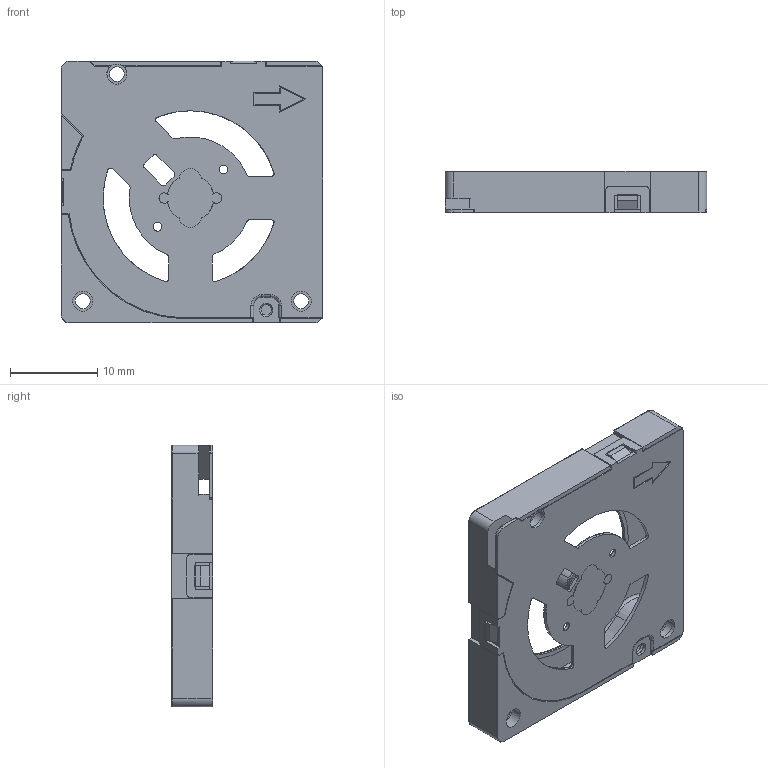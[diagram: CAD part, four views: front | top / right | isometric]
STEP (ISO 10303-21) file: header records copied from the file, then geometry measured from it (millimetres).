
FILE_DESCRIPTION((''),'2;1');
FILE_NAME('B3545-3D_ASM','2018-06-11T',('JEWEI.LI'),(''),'CREO PARAMETRIC BY PTC INC, 2015080','CREO PARAMETRIC BY PTC INC, 2015080','');
FILE_SCHEMA(('CONFIG_CONTROL_DESIGN'));
Length unit declared in the file: millimetre
Products named in the file (6): 3045-FRAME_1; 3003-PILLOW-1P_1; DX999_FRAME2_3_1; ASM0091_ASM_1_ASM_ASM; 3504-NEW_ASM_ASM; B3545-3D_ASM
Assembly tree (5 placements, depth 4):
  B3545-3D_ASM
    3504-NEW_ASM_ASM
      ASM0091_ASM_1_ASM_ASM
        3045-FRAME_1
        3003-PILLOW-1P_1
        DX999_FRAME2_3_1
Bounding box: 30 x 4.75 x 30 mm (x, y, z)
Volume: 1250.7 mm3; surface area: 3712.4 mm2
Topology: 3 solids, 3 shells, 376 faces, 1199 edges, 835 vertices
Faces by surface type: cylinder 184, plane 150, torus 26, cone 12, bspline 4
Entity records: 14214 total; most frequent: CARTESIAN_POINT 3080, ORIENTED_EDGE 2398, DIRECTION 2322, EDGE_CURVE 1199, AXIS2_PLACEMENT_3D 849, VERTEX_POINT 835, VECTOR 624, LINE 624
